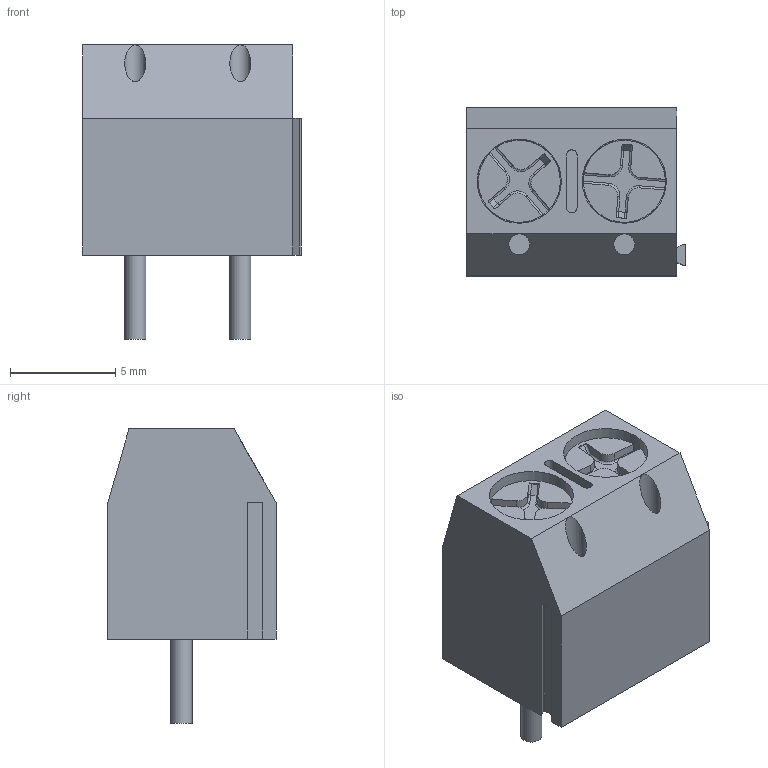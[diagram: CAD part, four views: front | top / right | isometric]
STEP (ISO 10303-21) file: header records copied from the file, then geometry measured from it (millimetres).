
FILE_DESCRIPTION(('FreeCAD Model'),'2;1');
FILE_NAME( '2er Buchse.step', '2017-04-28T13:57:39',('kicad StepUp'),('ksu MCAD'), 'Open CASCADE STEP processor 6.8','FreeCAD','Unknown');
FILE_SCHEMA(('AUTOMOTIVE_DESIGN_CC2 { 1 2 10303 214 -1 1 5 4 }'));
Length unit declared in the file: millimetre
Products named in the file (1): 2er_Buchse
Bounding box: 10.4 x 8 x 14 mm (x, y, z)
Volume: 553.1 mm3; surface area: 1038 mm2
Topology: 1 solids, 1 shells, 212 faces, 557 edges, 354 vertices
Faces by surface type: plane 120, cylinder 80, torus 8, sphere 4
Full cylindrical faces by diameter (mm): 1 x4, 2.4 x4, 3 x2, 3.9 x2, 4 x2
Entity records: 8511 total; most frequent: CARTESIAN_POINT 1686, DIRECTION 1135, ORIENTED_EDGE 1098, EDGE_CURVE 549, AXIS2_PLACEMENT_3D 389, LINE 357, VECTOR 357, VERTEX_POINT 354
